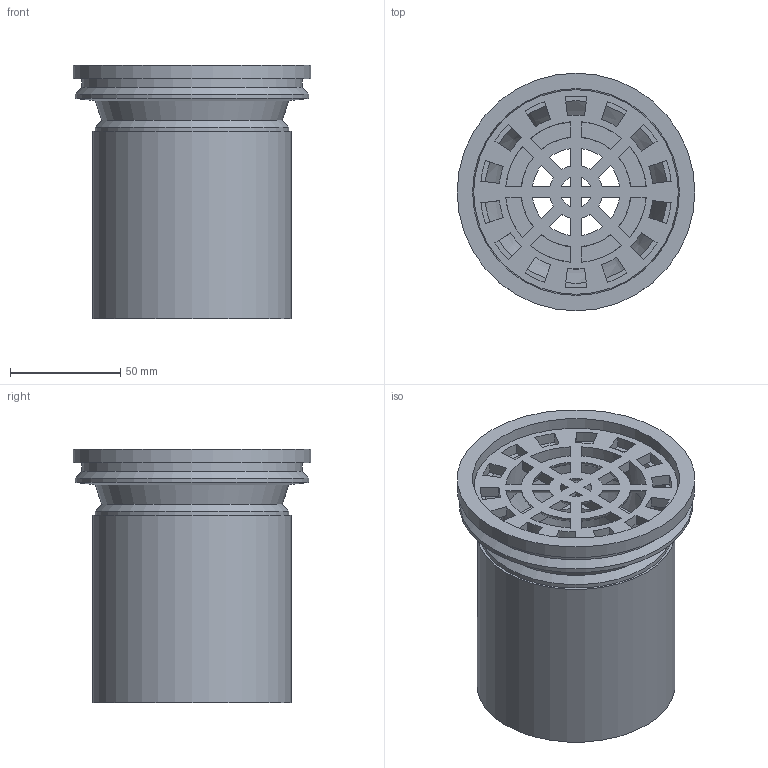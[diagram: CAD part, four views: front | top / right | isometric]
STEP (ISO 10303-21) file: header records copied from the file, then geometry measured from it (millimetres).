
FILE_DESCRIPTION(/* description */ ('STEP AP214'),/* implementation_level */ '2;1');
FILE_NAME(/* name */ '481160001_1(1)',/* time_stamp */ '2022-12-23T08:09:25+01:00',/* author */ ('License CC BY-ND 4.0'),/* organization */ ('CADENAS'),/* preprocessor_version */ 'ST-DEVELOPER v18.102',/* originating_system */ 'PARTsolutions',/* authorisation */ ' ');
FILE_SCHEMA (('PROCESS_PLANNING_SCHEMA','AUTOMOTIVE_DESIGN {1 0 10303 214 3 1 1}'));
Length unit declared in the file: millimetre
Products named in the file (4): 481160001_1(1); 482060001(1,85)_P2; 483260001(1); 482060001(1)_P1
Assembly tree (3 placements, depth 2):
  481160001_1(1)
    482060001(1,85)_P2
    483260001(1)
    482060001(1)_P1
Bounding box: 108 x 108 x 115 mm (x, y, z)
Volume: 175477.2 mm3; surface area: 118995.9 mm2
Topology: 3 solids, 3 shells, 129 faces, 401 edges, 265 vertices
Faces by surface type: cylinder 58, plane 49, torus 12, cone 10
Full cylindrical faces by diameter (mm): 64 x1, 86.4 x1, 88 x1, 90 x1, 93 x1, 100 x1, 106 x1, 108 x1
Entity records: 4813 total; most frequent: CARTESIAN_POINT 1023, ORIENTED_EDGE 764, DIRECTION 756, EDGE_CURVE 382, AXIS2_PLACEMENT_3D 285, VERTEX_POINT 264, EDGE_LOOP 206, FACE_BOUND 206
